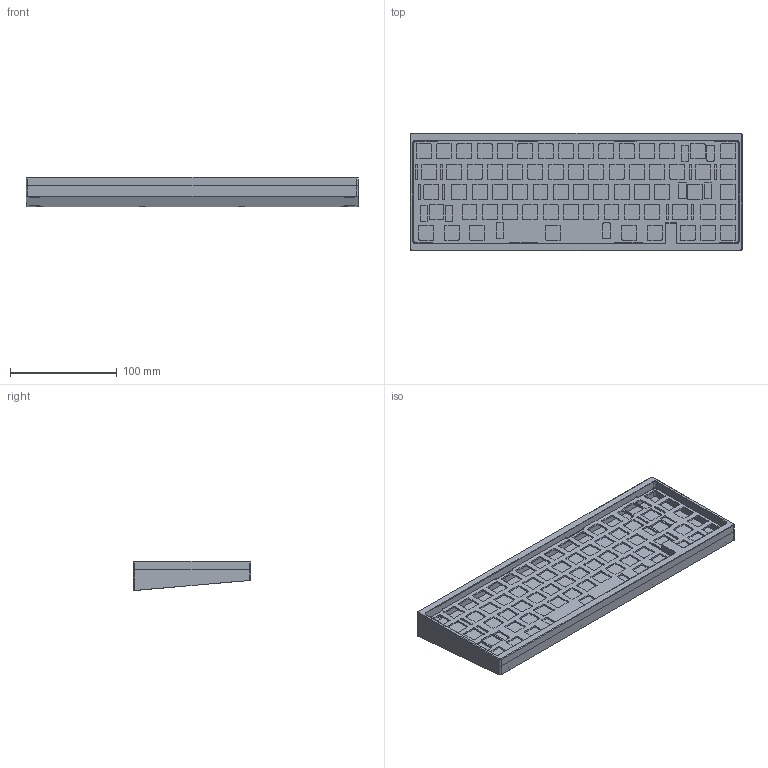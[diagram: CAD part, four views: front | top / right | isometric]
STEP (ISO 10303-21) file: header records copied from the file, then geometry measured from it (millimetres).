
FILE_DESCRIPTION(/* description */ (''),/* implementation_level */ '2;1');
FILE_NAME(/* name */ 'Generic65-NoTopBlocker.step',/* time_stamp */ '2020-11-16T11:22:53-07:00',/* author */ (''),/* organization */ (''),/* preprocessor_version */ 'ST-DEVELOPER v18.1',/* originating_system */ 'Autodesk Translation Framework v9.3.0.1241',/* authorisation */ '');
FILE_SCHEMA (('AUTOMOTIVE_DESIGN { 1 0 10303 214 3 1 1 }'));
Length unit declared in the file: millimetre
Products named in the file (5): g65 v1; Generic65; Bottom; Plate; Top no Blocker
Assembly tree (4 placements, depth 3):
  g65 v1
    Generic65
      Bottom
      Plate
      Top no Blocker
Bounding box: 311.75 x 110.2 x 27.45 mm (x, y, z)
Volume: 273243.3 mm3; surface area: 155922.6 mm2
Topology: 3 solids, 3 shells, 949 faces, 2762 edges, 1831 vertices
Faces by surface type: plane 467, cylinder 462, cone 20
Full cylindrical faces by diameter (mm): 3 x8, 3.2 x8, 6 x8, 8.5 x4
Entity records: 32051 total; most frequent: DIRECTION 5606, CARTESIAN_POINT 5549, ORIENTED_EDGE 5508, EDGE_CURVE 2754, AXIS2_PLACEMENT_3D 1896, VERTEX_POINT 1831, LINE 1814, VECTOR 1814
